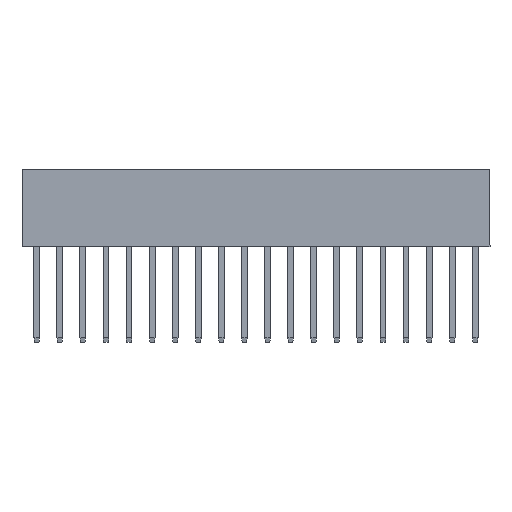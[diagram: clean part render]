
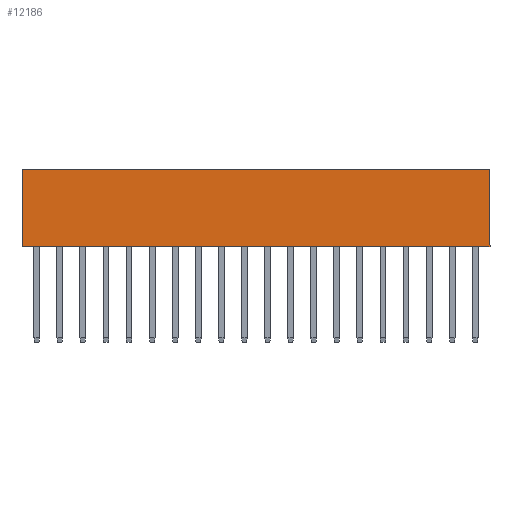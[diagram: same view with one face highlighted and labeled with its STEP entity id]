
A CAD part, top view. The second image highlights one B-rep face of the part: STEP entity #12186.
In plain terms, the highlighted planar face has unit normal (0, 0, 1).
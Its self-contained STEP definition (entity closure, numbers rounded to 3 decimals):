
#900=FACE_OUTER_BOUND('',#1706,.T.);
#1706=EDGE_LOOP('',(#9051,#9052,#9053,#9054));
#2269=LINE('',#16601,#3881);
#2434=LINE('',#16931,#4046);
#2716=LINE('',#17454,#4328);
#2739=LINE('',#17518,#4351);
#3881=VECTOR('',#13533,10.);
#4046=VECTOR('',#13700,10.);
#4328=VECTOR('',#14144,10.);
#4351=VECTOR('',#14249,10.);
#5493=VERTEX_POINT('',#16598);
#5494=VERTEX_POINT('',#16600);
#5656=VERTEX_POINT('',#16925);
#5658=VERTEX_POINT('',#16929);
#6461=EDGE_CURVE('',#5493,#5494,#2269,.T.);
#6626=EDGE_CURVE('',#5656,#5658,#2434,.T.);
#6908=EDGE_CURVE('',#5658,#5494,#2716,.T.);
#6931=EDGE_CURVE('',#5656,#5493,#2739,.T.);
#9051=ORIENTED_EDGE('',*,*,#6626,.T.);
#9052=ORIENTED_EDGE('',*,*,#6908,.T.);
#9053=ORIENTED_EDGE('',*,*,#6461,.F.);
#9054=ORIENTED_EDGE('',*,*,#6931,.F.);
#11460=PLANE('',#12966);
#12186=ADVANCED_FACE('',(#900),#11460,.F.);
#12966=AXIS2_PLACEMENT_3D('',#17579,#14351,#14352);
#13533=DIRECTION('',(1.,0.,0.));
#13700=DIRECTION('',(1.,0.,0.));
#14144=DIRECTION('',(0.,1.,0.));
#14249=DIRECTION('',(0.,1.,0.));
#14351=DIRECTION('center_axis',(0.,0.,
-1.));
#14352=DIRECTION('ref_axis',(1.,0.,0.));
#16598=CARTESIAN_POINT('',(27.935,-1.19,49.622));
#16600=CARTESIAN_POINT('',(79.435,-1.19,49.622));
#16601=CARTESIAN_POINT('',(78.25,-1.19,49.622));
#16925=CARTESIAN_POINT('',(27.935,-9.69,49.622));
#16929=CARTESIAN_POINT('',(79.435,-9.69,49.622));
#16931=CARTESIAN_POINT('',(63.01,-9.69,49.622));
#17454=CARTESIAN_POINT('',(79.435,-5.89,49.622));
#17518=CARTESIAN_POINT('',(27.935,-5.89,49.622));
#17579=CARTESIAN_POINT('Origin',(48.205,-14.39,49.622));
